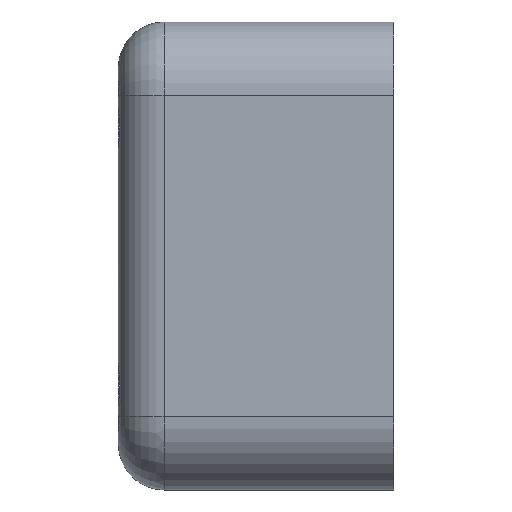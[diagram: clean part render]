
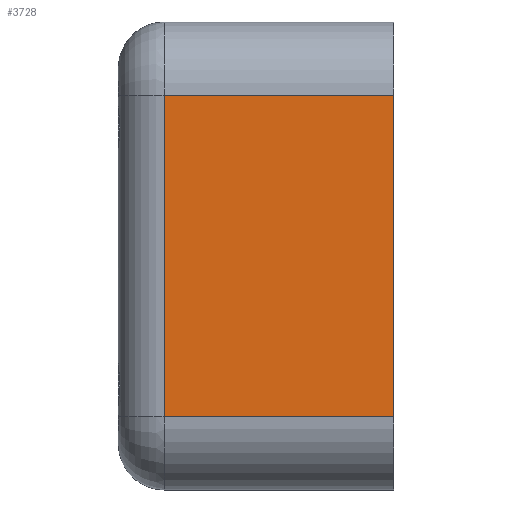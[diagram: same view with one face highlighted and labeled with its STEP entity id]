
A CAD part, left-side view. The second image highlights one B-rep face of the part: STEP entity #3728.
In plain terms, the highlighted planar face has unit normal (-1, 0, 0).
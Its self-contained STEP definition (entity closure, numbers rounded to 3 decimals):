
#207 = EDGE_CURVE ( 'NONE', #1809, #4124, #3265, .T. ) ;
#256 = FACE_OUTER_BOUND ( 'NONE', #2423, .T. ) ;
#321 = LINE ( 'NONE', #2172, #3938 ) ;
#1128 = DIRECTION ( 'NONE',  ( 0., 0., 1. ) ) ;
#1299 = CARTESIAN_POINT ( 'NONE',  ( 0., 30., -8. ) ) ;
#1348 = DIRECTION ( 'NONE',  ( 1., 0., 0. ) ) ;
#1363 = VECTOR ( 'NONE', #3886, 1000. ) ;
#1408 = LINE ( 'NONE', #3933, #1363 ) ;
#1809 = VERTEX_POINT ( 'NONE', #2962 ) ;
#1955 = DIRECTION ( 'NONE',  ( 0., 0., -1. ) ) ;
#2022 = CARTESIAN_POINT ( 'NONE',  ( 0., 0., -43. ) ) ;
#2172 = CARTESIAN_POINT ( 'NONE',  ( 0., 0., -8. ) ) ;
#2423 = EDGE_LOOP ( 'NONE', ( #2612, #3291, #3160, #3023 ) ) ;
#2612 = ORIENTED_EDGE ( 'NONE', *, *, #4001, .F. ) ;
#2712 = EDGE_CURVE ( 'NONE', #4124, #2716, #321, .T. ) ;
#2716 = VERTEX_POINT ( 'NONE', #3943 ) ;
#2788 = VECTOR ( 'NONE', #2999, 1000. ) ;
#2962 = CARTESIAN_POINT ( 'NONE',  ( 0., 25., -43. ) ) ;
#2999 = DIRECTION ( 'NONE',  ( 0., 0., -1. ) ) ;
#3023 = ORIENTED_EDGE ( 'NONE', *, *, #2712, .T. ) ;
#3160 = ORIENTED_EDGE ( 'NONE', *, *, #207, .T. ) ;
#3199 = DIRECTION ( 'NONE',  ( 0., -1., 0. ) ) ;
#3220 = CARTESIAN_POINT ( 'NONE',  ( 0., 25., -8. ) ) ;
#3240 = VECTOR ( 'NONE', #3199, 1000. ) ;
#3265 = LINE ( 'NONE', #3547, #3240 ) ;
#3291 = ORIENTED_EDGE ( 'NONE', *, *, #4559, .T. ) ;
#3496 = AXIS2_PLACEMENT_3D ( 'NONE', #1299, #1348, #1955 ) ;
#3547 = CARTESIAN_POINT ( 'NONE',  ( 0., 30., -43. ) ) ;
#3728 = ADVANCED_FACE ( 'NONE', ( #256 ), #4159, .F. ) ;
#3776 = CARTESIAN_POINT ( 'NONE',  ( 0., 25., -8. ) ) ;
#3886 = DIRECTION ( 'NONE',  ( 0., -1., 0. ) ) ;
#3933 = CARTESIAN_POINT ( 'NONE',  ( 0., 30., -8. ) ) ;
#3938 = VECTOR ( 'NONE', #1128, 1000. ) ;
#3943 = CARTESIAN_POINT ( 'NONE',  ( 0., 0., -8. ) ) ;
#4001 = EDGE_CURVE ( 'NONE', #4296, #2716, #1408, .T. ) ;
#4124 = VERTEX_POINT ( 'NONE', #2022 ) ;
#4159 = PLANE ( 'NONE',  #3496 ) ;
#4296 = VERTEX_POINT ( 'NONE', #3220 ) ;
#4467 = LINE ( 'NONE', #3776, #2788 ) ;
#4559 = EDGE_CURVE ( 'NONE', #4296, #1809, #4467, .T. ) ;
